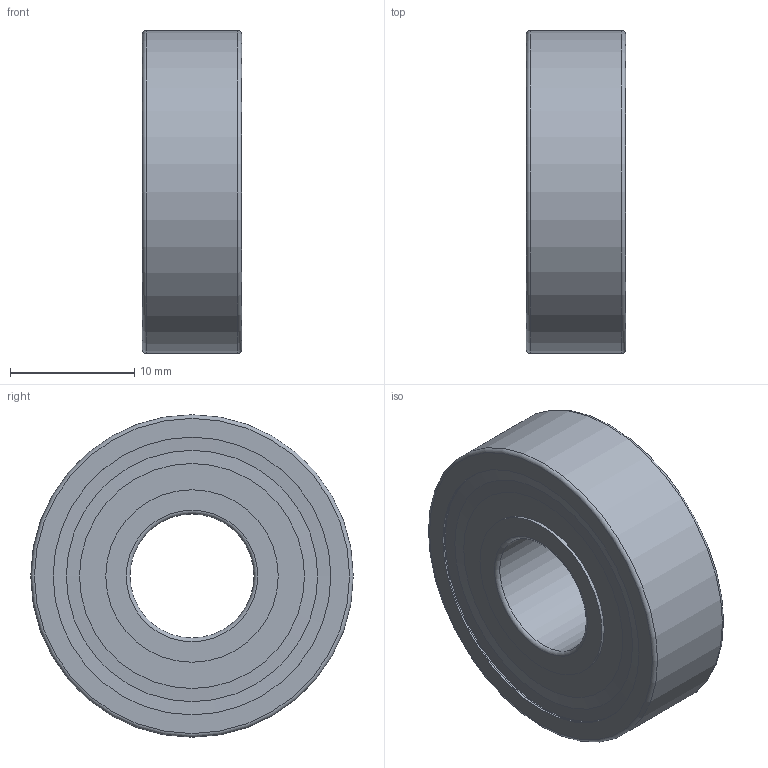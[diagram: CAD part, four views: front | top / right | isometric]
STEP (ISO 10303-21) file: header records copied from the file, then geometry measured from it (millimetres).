
FILE_DESCRIPTION( ( 'STEP AP214' ), '1' );
FILE_NAME( 'W 6000-2RZ.stp', '2019-09-11T18:53:44', ( '' ), ( '' ), ' ', 'PARTsolutions', ' ' );
FILE_SCHEMA( ( 'AUTOMOTIVE_DESIGN { 1 0 10303 214 1 1 1 1 }' ) );
Length unit declared in the file: millimetre
Products named in the file (5): W 6000-2RZ; _W 6000-2RZ_PART1; _W 6000-2RZ_PART2; _W 6000-2RZ_PART3; _W 6000-2RZ_PART4
Assembly tree (16 placements, depth 2):
  W 6000-2RZ
    _W 6000-2RZ_PART1
    _W 6000-2RZ_PART2
    _W 6000-2RZ_PART3  x7
    _W 6000-2RZ_PART4  x7
Bounding box: 8 x 26 x 26 mm (x, y, z)
Volume: 2364.6 mm3; surface area: 3823.5 mm2
Topology: 9 solids, 9 shells, 49 faces, 96 edges, 66 vertices
Faces by surface type: plane 12, cylinder 12, torus 10, cone 8, sphere 7
Full cylindrical faces by diameter (mm): 9.999 x1, 13.9 x2, 14.904 x2, 21.18 x2, 22.38 x4, 26 x1
Entity records: 1404 total; most frequent: DIRECTION 204, CARTESIAN_POINT 148, AXIS2_PLACEMENT_3D 102, EDGE_LOOP 84, ORIENTED_EDGE 84, FACE_OUTER_BOUND 64, VERTEX_POINT 45, STYLED_ITEM 43
